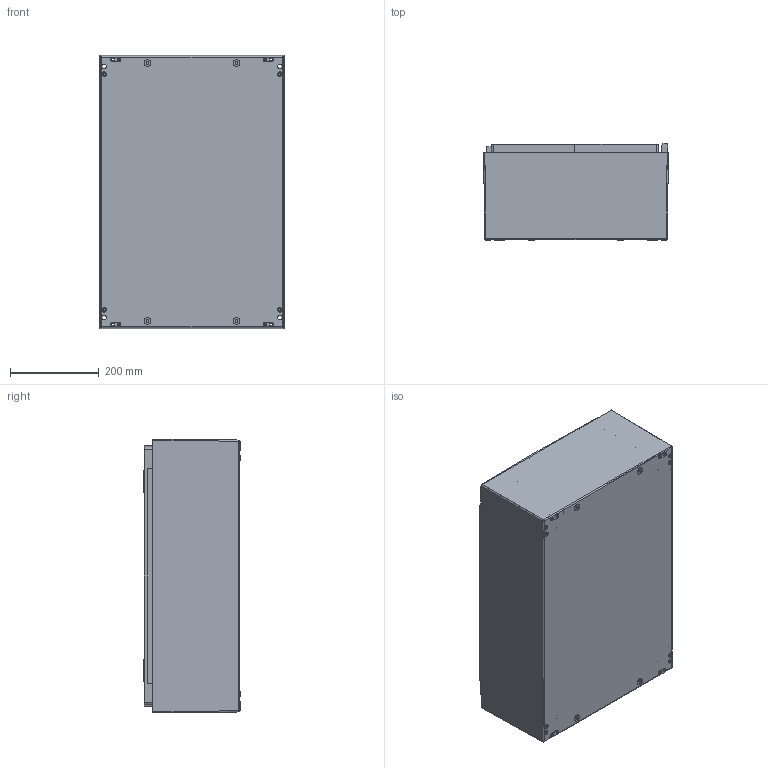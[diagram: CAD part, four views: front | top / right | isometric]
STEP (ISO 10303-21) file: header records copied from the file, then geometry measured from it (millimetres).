
FILE_DESCRIPTION (( 'STEP AP214' ), '1' );
FILE_NAME ('Fibox_CAB_P_64B.STEP', '2016-07-22T05:41:41', ( '' ), ( '' ), 'SwSTEP 2.0', 'SolidWorks 2015', '' );
FILE_SCHEMA (( 'AUTOMOTIVE_DESIGN' ));
Length unit declared in the file: millimetre
Products named in the file (1): Fibox_CAB_P_64B
Bounding box: 415 x 218 x 615 mm (x, y, z)
Volume: 2328906.1 mm3; surface area: 1624222.2 mm2
Topology: 1 solids, 1 shells, 294 faces, 742 edges, 486 vertices
Faces by surface type: plane 150, cylinder 140, sphere 4
Entity records: 8918 total; most frequent: CARTESIAN_POINT 1645, DIRECTION 1558, ORIENTED_EDGE 1476, EDGE_CURVE 738, AXIS2_PLACEMENT_3D 567, VERTEX_POINT 486, LINE 424, VECTOR 424
